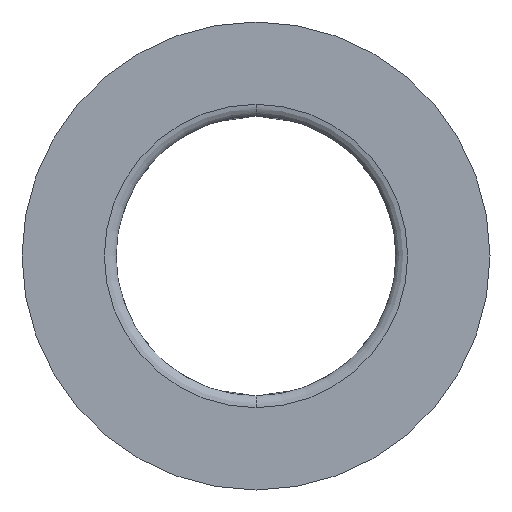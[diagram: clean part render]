
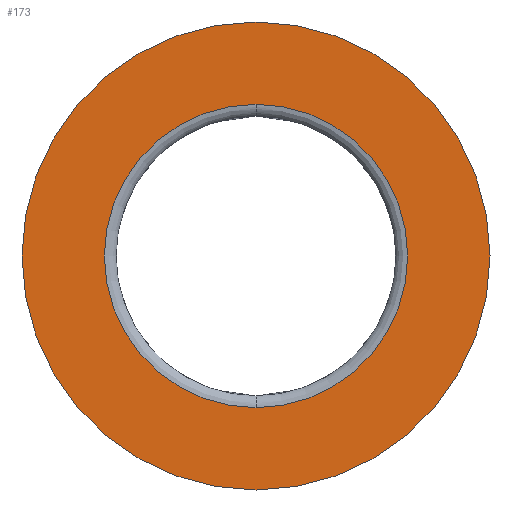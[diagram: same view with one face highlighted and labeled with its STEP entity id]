
A CAD part, front view. The second image highlights one B-rep face of the part: STEP entity #173.
In plain terms, the highlighted planar face has unit normal (0, -1, 0).
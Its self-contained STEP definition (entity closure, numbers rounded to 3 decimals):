
#10 = AXIS2_PLACEMENT_3D ( 'NONE', #211, #219, #345 ) ;
#22 = CARTESIAN_POINT ( 'NONE',  ( 0., 0., 69. ) ) ;
#32 = EDGE_CURVE ( 'NONE', #236, #181, #185, .T. ) ;
#43 = ORIENTED_EDGE ( 'NONE', *, *, #32, .F. ) ;
#66 = DIRECTION ( 'NONE',  ( 0., 1., 0. ) ) ;
#70 = ORIENTED_EDGE ( 'NONE', *, *, #390, .F. ) ;
#72 = CIRCLE ( 'NONE', #125, 44.714 ) ;
#73 = PLANE ( 'NONE',  #10 ) ;
#90 = EDGE_CURVE ( 'NONE', #349, #366, #72, .T. ) ;
#102 = AXIS2_PLACEMENT_3D ( 'NONE', #245, #66, #176 ) ;
#106 = DIRECTION ( 'NONE',  ( 0., 1., 0. ) ) ;
#125 = AXIS2_PLACEMENT_3D ( 'NONE', #358, #154, #291 ) ;
#128 = DIRECTION ( 'NONE',  ( 0., 1., 0. ) ) ;
#136 = CIRCLE ( 'NONE', #201, 69. ) ;
#154 = DIRECTION ( 'NONE',  ( 0., 1., 0. ) ) ;
#159 = FACE_OUTER_BOUND ( 'NONE', #415, .T. ) ;
#164 = CARTESIAN_POINT ( 'NONE',  ( 0., 0., 0. ) ) ;
#173 = ADVANCED_FACE ( 'NONE', ( #328, #159 ), #73, .T. ) ;
#176 = DIRECTION ( 'NONE',  ( 0., 0., 1. ) ) ;
#181 = VERTEX_POINT ( 'NONE', #417 ) ;
#185 = CIRCLE ( 'NONE', #206, 69. ) ;
#199 = CARTESIAN_POINT ( 'NONE',  ( 0., 0., -44.714 ) ) ;
#201 = AXIS2_PLACEMENT_3D ( 'NONE', #408, #106, #251 ) ;
#202 = CARTESIAN_POINT ( 'NONE',  ( 0., 0., 44.714 ) ) ;
#206 = AXIS2_PLACEMENT_3D ( 'NONE', #164, #128, #272 ) ;
#211 = CARTESIAN_POINT ( 'NONE',  ( -69., 0., 0. ) ) ;
#219 = DIRECTION ( 'NONE',  ( 0., -1., 0. ) ) ;
#228 = ORIENTED_EDGE ( 'NONE', *, *, #90, .T. ) ;
#236 = VERTEX_POINT ( 'NONE', #22 ) ;
#245 = CARTESIAN_POINT ( 'NONE',  ( 0., 0., 0. ) ) ;
#251 = DIRECTION ( 'NONE',  ( 0., 0., 1. ) ) ;
#272 = DIRECTION ( 'NONE',  ( 0., 0., 1. ) ) ;
#291 = DIRECTION ( 'NONE',  ( 0., 0., 1. ) ) ;
#328 = FACE_BOUND ( 'NONE', #418, .T. ) ;
#332 = ORIENTED_EDGE ( 'NONE', *, *, #404, .T. ) ;
#340 = CIRCLE ( 'NONE', #102, 44.714 ) ;
#345 = DIRECTION ( 'NONE',  ( 0., 0., -1. ) ) ;
#349 = VERTEX_POINT ( 'NONE', #202 ) ;
#358 = CARTESIAN_POINT ( 'NONE',  ( 0., 0., 0. ) ) ;
#366 = VERTEX_POINT ( 'NONE', #199 ) ;
#390 = EDGE_CURVE ( 'NONE', #181, #236, #136, .T. ) ;
#404 = EDGE_CURVE ( 'NONE', #366, #349, #340, .T. ) ;
#408 = CARTESIAN_POINT ( 'NONE',  ( 0., 0., 0. ) ) ;
#415 = EDGE_LOOP ( 'NONE', ( #43, #70 ) ) ;
#417 = CARTESIAN_POINT ( 'NONE',  ( 0., 0., -69. ) ) ;
#418 = EDGE_LOOP ( 'NONE', ( #228, #332 ) ) ;
